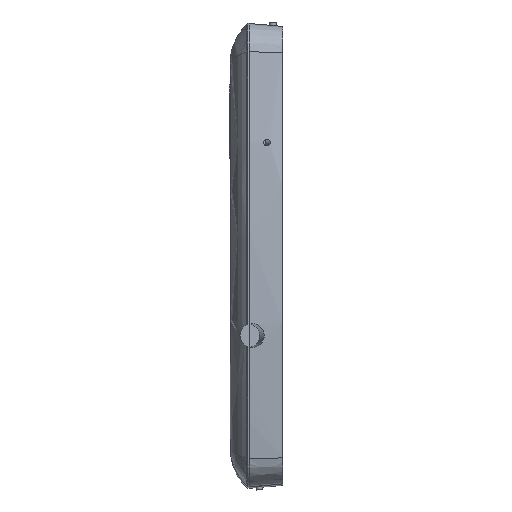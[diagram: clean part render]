
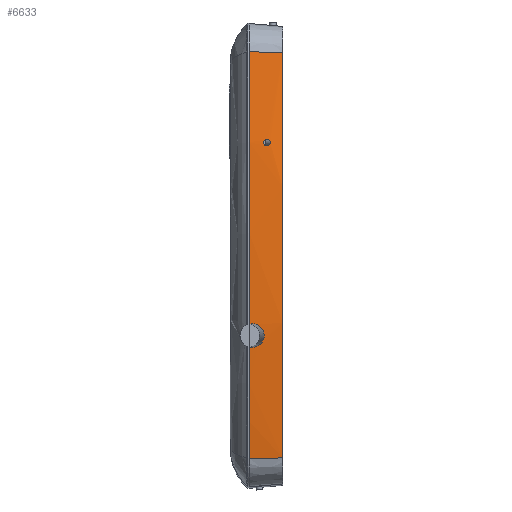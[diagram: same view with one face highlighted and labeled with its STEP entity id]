
A CAD part, top view. The second image highlights one B-rep face of the part: STEP entity #6633.
In plain terms, the highlighted conical face has half-angle 5 degrees and reference radius 200.635 mm.
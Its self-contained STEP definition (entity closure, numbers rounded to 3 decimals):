
#230=CONICAL_SURFACE($,#7100,200.635,5.);
#246=LINE($,#10154,#613);
#247=LINE($,#10158,#614);
#613=VECTOR($,#7987,5.019);
#614=VECTOR($,#7990,5.019);
#1172=FACE_BOUND($,#2342,.T.);
#1173=FACE_BOUND($,#2343,.T.);
#1503=CIRCLE($,#7101,200.854);
#1504=CIRCLE($,#7102,200.416);
#1505=CIRCLE($,#7103,200.854);
#2342=EDGE_LOOP($,(#4625));
#2343=EDGE_LOOP($,(#4626,#4627,#4628,#4629,#4630,#4631));
#3084=B_SPLINE_CURVE_WITH_KNOTS($,3,(#10080,#10081,#10082,#10083,#10084,
#10085,#10086,#10087,#10088,#10089,#10090,#10091,#10092,#10093,#10094,#10095,
#10096,#10097,#10098,#10099,#10100,#10101,#10102,#10103,#10104,#10105,#10106,
#10107,#10108,#10109,#10110,#10111,#10112,#10113),.UNSPECIFIED.,.T.,.F.,
(4,2,2,2,2,2,2,2,2,2,2,2,2,2,2,2,4),(0.,0.019,0.038,
0.057,0.075,0.094,0.113,
0.132,0.151,0.17,0.189,
0.208,0.226,0.245,0.264,
0.283,0.302),.UNSPECIFIED.);
#3085=B_SPLINE_CURVE_WITH_KNOTS($,3,(#10125,#10126,#10127,#10128,#10129,
#10130,#10131,#10132,#10133,#10134,#10135,#10136,#10137,#10138,#10139,#10140,
#10141,#10142,#10143,#10144,#10145,#10146,#10147),.UNSPECIFIED.,.F.,.F.,
(4,3,2,2,2,2,2,2,2,2,4),(-0.046,0.,0.066,0.132,
0.198,0.264,0.33,0.396,
0.462,0.528,0.574),.UNSPECIFIED.);
#3155=VERTEX_POINT($,#10079);
#3158=VERTEX_POINT($,#10119);
#3160=VERTEX_POINT($,#10123);
#3161=VERTEX_POINT($,#10151);
#3162=VERTEX_POINT($,#10153);
#3163=VERTEX_POINT($,#10155);
#3164=VERTEX_POINT($,#10157);
#3754=EDGE_CURVE($,#3155,#3155,#3084,.T.);
#3759=EDGE_CURVE($,#3158,#3160,#3085,.T.);
#3761=EDGE_CURVE($,#3160,#3161,#1503,.T.);
#3762=EDGE_CURVE($,#3161,#3162,#246,.T.);
#3763=EDGE_CURVE($,#3162,#3163,#1504,.T.);
#3764=EDGE_CURVE($,#3163,#3164,#247,.T.);
#3765=EDGE_CURVE($,#3164,#3158,#1505,.T.);
#4625=ORIENTED_EDGE($,*,*,#3754,.T.);
#4626=ORIENTED_EDGE($,*,*,#3759,.T.);
#4627=ORIENTED_EDGE($,*,*,#3761,.T.);
#4628=ORIENTED_EDGE($,*,*,#3762,.T.);
#4629=ORIENTED_EDGE($,*,*,#3763,.T.);
#4630=ORIENTED_EDGE($,*,*,#3764,.T.);
#4631=ORIENTED_EDGE($,*,*,#3765,.T.);
#6633=ADVANCED_FACE($,(#1172,#1173),#230,.T.);
#7100=AXIS2_PLACEMENT_3D($,#10150,#7983,#7984);
#7101=AXIS2_PLACEMENT_3D($,#10152,#7985,#7986);
#7102=AXIS2_PLACEMENT_3D($,#10156,#7988,#7989);
#7103=AXIS2_PLACEMENT_3D($,#10159,#7991,#7992);
#7983=DIRECTION('center_axis',(-1.,0.,0.));
#7984=DIRECTION('ref_axis',(0.,0.151,0.989));
#7985=DIRECTION('center_axis',(1.,0.,0.));
#7986=DIRECTION('ref_axis',(0.,0.151,0.989));
#7987=DIRECTION($,(0.996,0.013,-0.086));
#7988=DIRECTION('center_axis',(-1.,0.,0.));
#7989=DIRECTION('ref_axis',(0.,0.151,0.989));
#7990=DIRECTION($,(-0.996,0.013,0.086));
#7991=DIRECTION('center_axis',(1.,0.,0.));
#7992=DIRECTION('ref_axis',(0.,0.151,0.989));
#10079=CARTESIAN_POINT('',(2.633,17.297,67.943));
#10080=CARTESIAN_POINT('Ctrl Pts',(2.633,17.297,67.943));
#10081=CARTESIAN_POINT('Ctrl Pts',(2.696,17.296,67.937));
#10082=CARTESIAN_POINT('Ctrl Pts',(2.763,17.283,67.932));
#10083=CARTESIAN_POINT('Ctrl Pts',(2.885,17.231,67.926));
#10084=CARTESIAN_POINT('Ctrl Pts',(2.941,17.193,67.925));
#10085=CARTESIAN_POINT('Ctrl Pts',(3.03,17.103,67.924));
#10086=CARTESIAN_POINT('Ctrl Pts',(3.068,17.047,67.926));
#10087=CARTESIAN_POINT('Ctrl Pts',(3.119,16.923,67.932));
#10088=CARTESIAN_POINT('Ctrl Pts',(3.132,16.856,67.937));
#10089=CARTESIAN_POINT('Ctrl Pts',(3.132,16.73,67.947));
#10090=CARTESIAN_POINT('Ctrl Pts',(3.119,16.664,67.954));
#10091=CARTESIAN_POINT('Ctrl Pts',(3.068,16.541,67.968));
#10092=CARTESIAN_POINT('Ctrl Pts',(3.03,16.485,67.976));
#10093=CARTESIAN_POINT('Ctrl Pts',(2.941,16.397,67.991));
#10094=CARTESIAN_POINT('Ctrl Pts',(2.885,16.359,67.999));
#10095=CARTESIAN_POINT('Ctrl Pts',(2.763,16.309,68.014));
#10096=CARTESIAN_POINT('Ctrl Pts',(2.696,16.296,68.021));
#10097=CARTESIAN_POINT('Ctrl Pts',(2.571,16.297,68.032));
#10098=CARTESIAN_POINT('Ctrl Pts',(2.504,16.31,68.037));
#10099=CARTESIAN_POINT('Ctrl Pts',(2.381,16.362,68.043));
#10100=CARTESIAN_POINT('Ctrl Pts',(2.325,16.401,68.045));
#10101=CARTESIAN_POINT('Ctrl Pts',(2.237,16.491,68.046));
#10102=CARTESIAN_POINT('Ctrl Pts',(2.199,16.547,68.044));
#10103=CARTESIAN_POINT('Ctrl Pts',(2.148,16.671,68.038));
#10104=CARTESIAN_POINT('Ctrl Pts',(2.135,16.738,68.034));
#10105=CARTESIAN_POINT('Ctrl Pts',(2.135,16.863,68.023));
#10106=CARTESIAN_POINT('Ctrl Pts',(2.148,16.93,68.017));
#10107=CARTESIAN_POINT('Ctrl Pts',(2.199,17.053,68.002));
#10108=CARTESIAN_POINT('Ctrl Pts',(2.237,17.109,67.994));
#10109=CARTESIAN_POINT('Ctrl Pts',(2.325,17.197,67.978));
#10110=CARTESIAN_POINT('Ctrl Pts',(2.381,17.235,67.97));
#10111=CARTESIAN_POINT('Ctrl Pts',(2.504,17.285,67.955));
#10112=CARTESIAN_POINT('Ctrl Pts',(2.571,17.297,67.948));
#10113=CARTESIAN_POINT('Ctrl Pts',(2.633,17.297,67.943));
#10119=CARTESIAN_POINT('',(0.,-10.318,68.655));
#10123=CARTESIAN_POINT('',(0.,-13.687,68.453));
#10125=CARTESIAN_POINT('Ctrl Pts',(0.,-10.318,
68.655));
#10126=CARTESIAN_POINT('Ctrl Pts',(0.157,-10.273,
68.643));
#10127=CARTESIAN_POINT('Ctrl Pts',(0.319,-10.251,68.63));
#10128=CARTESIAN_POINT('Ctrl Pts',(0.473,-10.25,
68.617));
#10129=CARTESIAN_POINT('Ctrl Pts',(0.692,-10.249,
68.598));
#10130=CARTESIAN_POINT('Ctrl Pts',(0.925,-10.292,68.575));
#10131=CARTESIAN_POINT('Ctrl Pts',(1.354,-10.468,68.528));
#10132=CARTESIAN_POINT('Ctrl Pts',(1.55,-10.602,68.504));
#10133=CARTESIAN_POINT('Ctrl Pts',(1.86,-10.911,68.461));
#10134=CARTESIAN_POINT('Ctrl Pts',(1.994,-11.107,68.438));
#10135=CARTESIAN_POINT('Ctrl Pts',(2.172,-11.537,68.398));
#10136=CARTESIAN_POINT('Ctrl Pts',(2.216,-11.771,68.381));
#10137=CARTESIAN_POINT('Ctrl Pts',(2.216,-12.211,68.354));
#10138=CARTESIAN_POINT('Ctrl Pts',(2.172,-12.445,68.344));
#10139=CARTESIAN_POINT('Ctrl Pts',(1.994,-12.877,68.332));
#10140=CARTESIAN_POINT('Ctrl Pts',(1.86,-13.075,68.331));
#10141=CARTESIAN_POINT('Ctrl Pts',(1.55,-13.387,68.338));
#10142=CARTESIAN_POINT('Ctrl Pts',(1.354,-13.523,68.346));
#10143=CARTESIAN_POINT('Ctrl Pts',(0.925,-13.703,68.371));
#10144=CARTESIAN_POINT('Ctrl Pts',(0.692,-13.749,
68.388));
#10145=CARTESIAN_POINT('Ctrl Pts',(0.319,-13.751,
68.421));
#10146=CARTESIAN_POINT('Ctrl Pts',(0.157,-13.731,
68.436));
#10147=CARTESIAN_POINT('Ctrl Pts',(0.,-13.687,
68.453));
#10150=CARTESIAN_POINT('Origin',(2.5,0.,-131.934));
#10151=CARTESIAN_POINT('',(0.,-30.34,66.615));
#10152=CARTESIAN_POINT('Origin',(0.,0.,-131.934));
#10153=CARTESIAN_POINT('',(5.,-30.274,66.183));
#10154=CARTESIAN_POINT($,(0.,-30.34,66.615));
#10155=CARTESIAN_POINT('',(5.,30.274,66.183));
#10156=CARTESIAN_POINT('Origin',(5.,0.,-131.934));
#10157=CARTESIAN_POINT('',(0.,30.34,66.615));
#10158=CARTESIAN_POINT($,(5.,30.274,66.183));
#10159=CARTESIAN_POINT('Origin',(0.,0.,-131.934));
